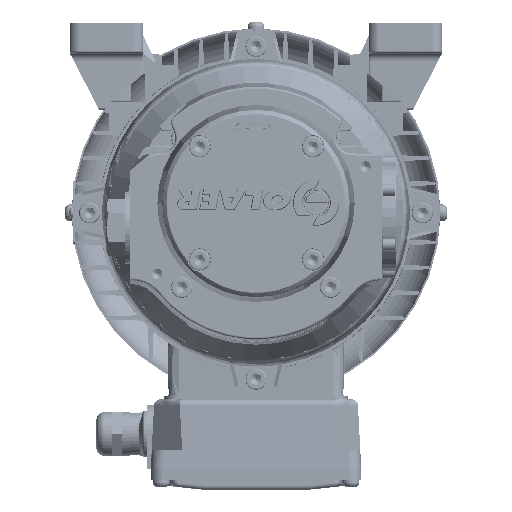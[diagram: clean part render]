
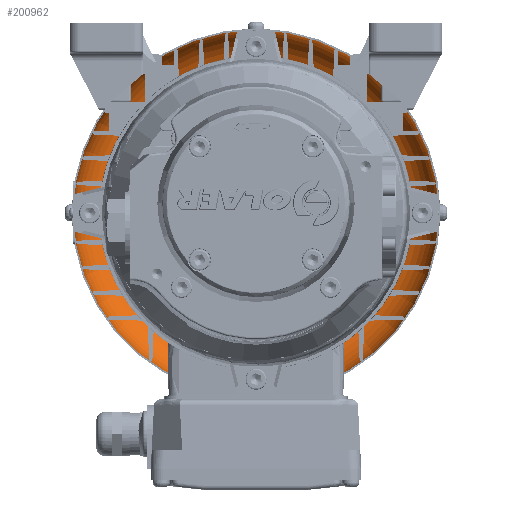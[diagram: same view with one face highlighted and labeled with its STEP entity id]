
A CAD part, left-side view. The second image highlights one B-rep face of the part: STEP entity #200962.
In plain terms, the highlighted toroidal (fillet/blend) face has major radius 64.8 mm and minor radius 21.944 mm.
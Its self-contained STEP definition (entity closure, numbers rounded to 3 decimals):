
#3617=TOROIDAL_SURFACE('',#210433,64.8,21.944);
#11925=CIRCLE('',#210434,70.068);
#11926=CIRCLE('',#210435,86.744);
#19486=ORIENTED_EDGE('',*,*,#63680,.T.);
#19487=ORIENTED_EDGE('',*,*,#63681,.F.);
#63680=EDGE_CURVE('',#85861,#85861,#11925,.T.);
#63681=EDGE_CURVE('',#85862,#85862,#11926,.T.);
#85861=VERTEX_POINT('',#267483);
#85862=VERTEX_POINT('',#267485);
#121704=EDGE_LOOP('',(#19486));
#121705=EDGE_LOOP('',(#19487));
#132430=FACE_BOUND('',#121704,.T.);
#132431=FACE_BOUND('',#121705,.T.);
#200962=ADVANCED_FACE('',(#132430,#132431),#3617,.F.);
#210433=AXIS2_PLACEMENT_3D('',#267481,#225947,#225948);
#210434=AXIS2_PLACEMENT_3D('',#267482,#225949,#225950);
#210435=AXIS2_PLACEMENT_3D('',#267484,#225951,#225952);
#225947=DIRECTION('',(1.,0.,0.));
#225948=DIRECTION('',(0.,1.,0.));
#225949=DIRECTION('',(1.,0.,0.));
#225950=DIRECTION('',(0.,1.,0.));
#225951=DIRECTION('',(1.,0.,0.));
#225952=DIRECTION('',(0.,1.,0.));
#267481=CARTESIAN_POINT('',(139.161,0.,0.));
#267482=CARTESIAN_POINT('',(160.463,0.,0.));
#267483=CARTESIAN_POINT('',(160.463,70.068,0.));
#267484=CARTESIAN_POINT('',(139.161,0.,0.));
#267485=CARTESIAN_POINT('',(139.161,86.744,0.));
